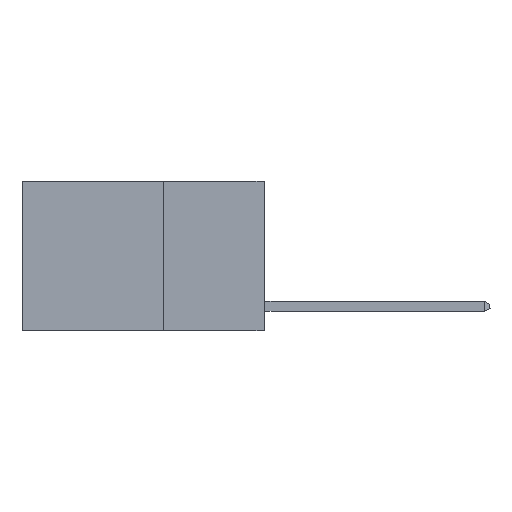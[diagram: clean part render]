
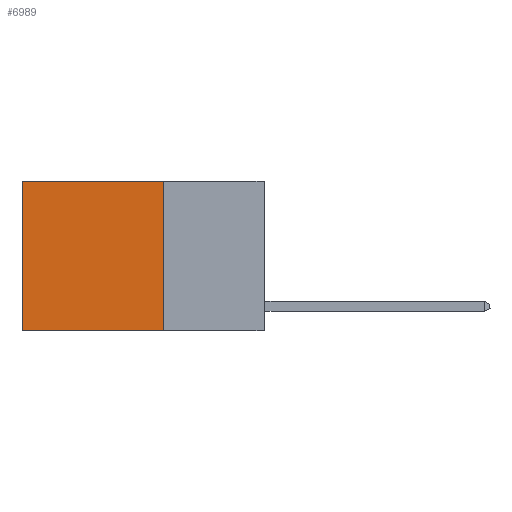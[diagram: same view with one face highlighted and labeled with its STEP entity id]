
A CAD part, left-side view. The second image highlights one B-rep face of the part: STEP entity #6989.
In plain terms, the highlighted planar face has unit normal (-1, 0, 0).
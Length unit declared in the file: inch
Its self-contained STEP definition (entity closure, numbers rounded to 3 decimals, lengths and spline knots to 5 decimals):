
#756 = CARTESIAN_POINT ( 'NONE',  ( 0.2625, 0.25, 0. ) ) ;
#2115 = DIRECTION ( 'NONE',  ( 0., 1., 0. ) ) ;
#2125 = VECTOR ( 'NONE', #2115, 39.37008 ) ;
#2178 = LINE ( 'NONE', #756, #23895 ) ;
#2841 = FACE_OUTER_BOUND ( 'NONE', #9332, .T. ) ;
#3032 = CARTESIAN_POINT ( 'NONE',  ( 0.2625, 0.25, 0. ) ) ;
#4118 = LINE ( 'NONE', #16833, #2125 ) ;
#6513 = VECTOR ( 'NONE', #21958, 39.37008 ) ;
#6989 = ADVANCED_FACE ( 'NONE', ( #2841 ), #9714, .F. ) ;
#7192 = CARTESIAN_POINT ( 'NONE',  ( 0.2625, 0.25, 0. ) ) ;
#7443 = CARTESIAN_POINT ( 'NONE',  ( 0.2625, 0.6, 0. ) ) ;
#7838 = VERTEX_POINT ( 'NONE', #18753 ) ;
#8144 = VERTEX_POINT ( 'NONE', #7192 ) ;
#8191 = CARTESIAN_POINT ( 'NONE',  ( 0.2625, 0.6, -0.37 ) ) ;
#8231 = LINE ( 'NONE', #7443, #18731 ) ;
#9332 = EDGE_LOOP ( 'NONE', ( #11758, #13414, #12543, #27054 ) ) ;
#9541 = DIRECTION ( 'NONE',  ( 0., 0., -1. ) ) ;
#9622 = DIRECTION ( 'NONE',  ( 1., 0., 0. ) ) ;
#9714 = PLANE ( 'NONE',  #20014 ) ;
#11290 = VERTEX_POINT ( 'NONE', #23998 ) ;
#11376 = EDGE_CURVE ( 'NONE', #7838, #14166, #8231, .T. ) ;
#11758 = ORIENTED_EDGE ( 'NONE', *, *, #11376, .T. ) ;
#11842 = DIRECTION ( 'NONE',  ( 0., 0., -1. ) ) ;
#12089 = LINE ( 'NONE', #3032, #6513 ) ;
#12543 = ORIENTED_EDGE ( 'NONE', *, *, #12734, .F. ) ;
#12734 = EDGE_CURVE ( 'NONE', #8144, #11290, #12089, .T. ) ;
#13414 = ORIENTED_EDGE ( 'NONE', *, *, #16693, .F. ) ;
#14166 = VERTEX_POINT ( 'NONE', #8191 ) ;
#16693 = EDGE_CURVE ( 'NONE', #11290, #14166, #4118, .T. ) ;
#16833 = CARTESIAN_POINT ( 'NONE',  ( 0.2625, 0.25, -0.37 ) ) ;
#18731 = VECTOR ( 'NONE', #9541, 39.37008 ) ;
#18753 = CARTESIAN_POINT ( 'NONE',  ( 0.2625, 0.6, 0. ) ) ;
#19696 = DIRECTION ( 'NONE',  ( 0., 1., 0. ) ) ;
#20014 = AXIS2_PLACEMENT_3D ( 'NONE', #20180, #9622, #11842 ) ;
#20180 = CARTESIAN_POINT ( 'NONE',  ( 0.2625, 0.25, 0. ) ) ;
#21958 = DIRECTION ( 'NONE',  ( 0., 0., -1. ) ) ;
#23052 = EDGE_CURVE ( 'NONE', #8144, #7838, #2178, .T. ) ;
#23895 = VECTOR ( 'NONE', #19696, 39.37008 ) ;
#23998 = CARTESIAN_POINT ( 'NONE',  ( 0.2625, 0.25, -0.37 ) ) ;
#27054 = ORIENTED_EDGE ( 'NONE', *, *, #23052, .T. ) ;
